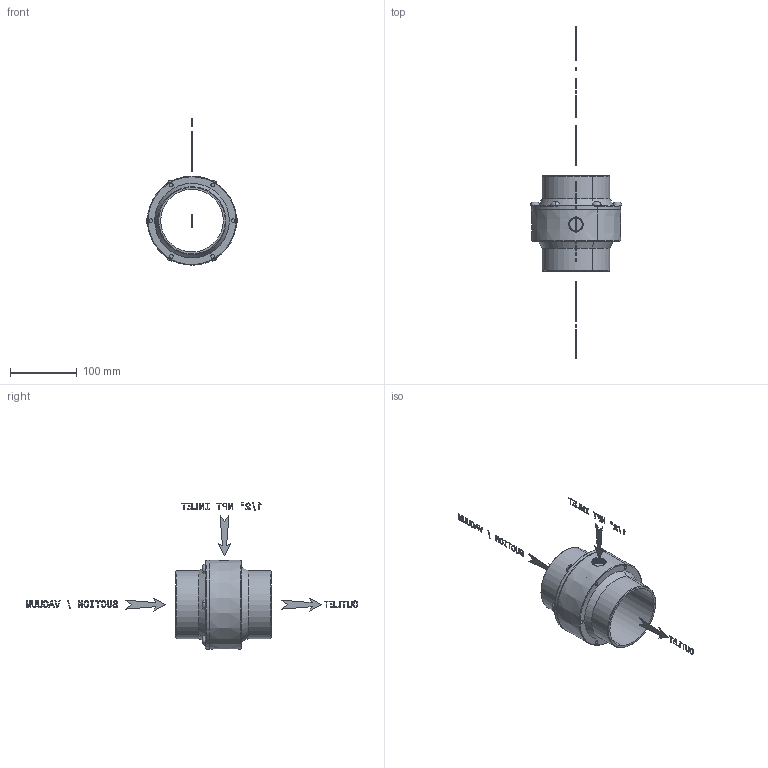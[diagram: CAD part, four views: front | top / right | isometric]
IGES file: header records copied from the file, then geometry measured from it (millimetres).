
Start section: START RECORD GO HERE.
Global section: file name: 30007.igs; native system: DASSAULT SYSTEMES CATIA V5 R20 - www.3ds.com; preprocessor: CATIA Version 5 Release 20 ; author: Chirag Shah; organization: INTRITECH; date: 20180616.170705; units: millimetre
Bounding box: 137.35 x 496.71 x 219.01 mm (x, y, z)
Volume: 500367.3 mm3; surface area: 119058.3 mm2
Topology: 43 solids, 43 shells, 1111 faces, 2908 edges, 1904 vertices
Faces by surface type: plane 1009, revolution 67, bspline 35
